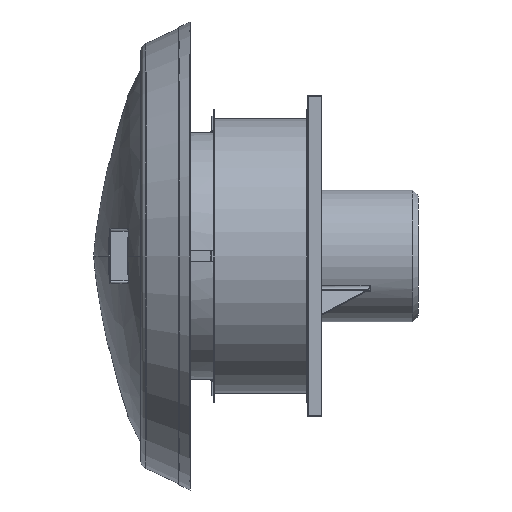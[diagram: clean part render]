
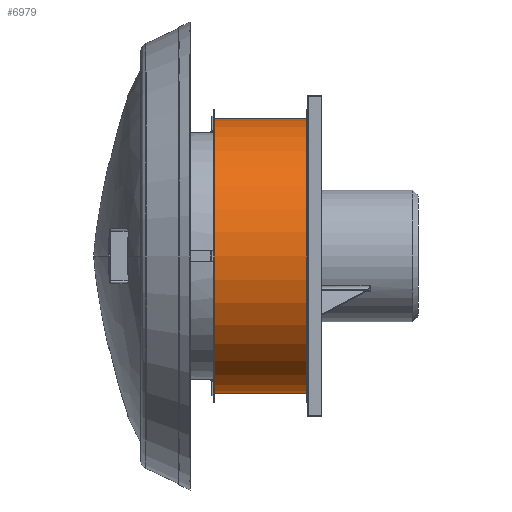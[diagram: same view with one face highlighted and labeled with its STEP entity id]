
A CAD part, left-side view. The second image highlights one B-rep face of the part: STEP entity #6979.
In plain terms, the highlighted cylindrical face has radius 469 mm (diameter 938 mm), a partial arc.
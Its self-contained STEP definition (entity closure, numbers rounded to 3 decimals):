
#11 = DIRECTION ( 'NONE',  ( 0., -1., 0. ) ) ;
#733 = CARTESIAN_POINT ( 'NONE',  ( 0., 52., -469. ) ) ;
#2501 = EDGE_CURVE ( 'NONE', #19952, #15480, #11595, .T. ) ;
#2716 = DIRECTION ( 'NONE',  ( 0., -1., 0. ) ) ;
#2851 = VERTEX_POINT ( 'NONE', #5142 ) ;
#2962 = VERTEX_POINT ( 'NONE', #733 ) ;
#3837 = DIRECTION ( 'NONE',  ( 0., -1., 0. ) ) ;
#5142 = CARTESIAN_POINT ( 'NONE',  ( 0., 52., 469. ) ) ;
#6603 = VECTOR ( 'NONE', #11, 1000. ) ;
#6979 = ADVANCED_FACE ( 'NONE', ( #7903 ), #24057, .T. ) ;
#7189 = DIRECTION ( 'NONE',  ( 0., -1., 0. ) ) ;
#7436 = CARTESIAN_POINT ( 'NONE',  ( 0., 52., 0. ) ) ;
#7477 = LINE ( 'NONE', #22297, #6603 ) ;
#7591 = CIRCLE ( 'NONE', #15499, 469. ) ;
#7903 = FACE_OUTER_BOUND ( 'NONE', #19470, .T. ) ;
#9284 = CARTESIAN_POINT ( 'NONE',  ( 0., 367., 0. ) ) ;
#9311 = CARTESIAN_POINT ( 'NONE',  ( 0., 0., 469. ) ) ;
#10705 = EDGE_CURVE ( 'NONE', #19952, #2851, #21670, .T. ) ;
#11595 = CIRCLE ( 'NONE', #13081, 469. ) ;
#13081 = AXIS2_PLACEMENT_3D ( 'NONE', #9284, #19343, #15905 ) ;
#13908 = CARTESIAN_POINT ( 'NONE',  ( 0., 0., 0. ) ) ;
#14247 = EDGE_CURVE ( 'NONE', #15480, #2962, #7477, .T. ) ;
#14610 = ORIENTED_EDGE ( 'NONE', *, *, #2501, .T. ) ;
#14628 = CARTESIAN_POINT ( 'NONE',  ( 0., 367., 469. ) ) ;
#15480 = VERTEX_POINT ( 'NONE', #18084 ) ;
#15499 = AXIS2_PLACEMENT_3D ( 'NONE', #7436, #7189, #16669 ) ;
#15905 = DIRECTION ( 'NONE',  ( 0., 0., -1. ) ) ;
#16190 = ORIENTED_EDGE ( 'NONE', *, *, #21867, .F. ) ;
#16662 = VECTOR ( 'NONE', #3837, 1000. ) ;
#16669 = DIRECTION ( 'NONE',  ( 0., 0., -1. ) ) ;
#18084 = CARTESIAN_POINT ( 'NONE',  ( 0., 367., -469. ) ) ;
#19343 = DIRECTION ( 'NONE',  ( 0., -1., 0. ) ) ;
#19470 = EDGE_LOOP ( 'NONE', ( #21116, #14610, #21713, #16190 ) ) ;
#19815 = DIRECTION ( 'NONE',  ( 0., 0., -1. ) ) ;
#19952 = VERTEX_POINT ( 'NONE', #14628 ) ;
#20308 = AXIS2_PLACEMENT_3D ( 'NONE', #13908, #2716, #19815 ) ;
#21116 = ORIENTED_EDGE ( 'NONE', *, *, #10705, .F. ) ;
#21670 = LINE ( 'NONE', #9311, #16662 ) ;
#21713 = ORIENTED_EDGE ( 'NONE', *, *, #14247, .T. ) ;
#21867 = EDGE_CURVE ( 'NONE', #2851, #2962, #7591, .T. ) ;
#22297 = CARTESIAN_POINT ( 'NONE',  ( 0., 0., -469. ) ) ;
#24057 = CYLINDRICAL_SURFACE ( 'NONE', #20308, 469. ) ;
